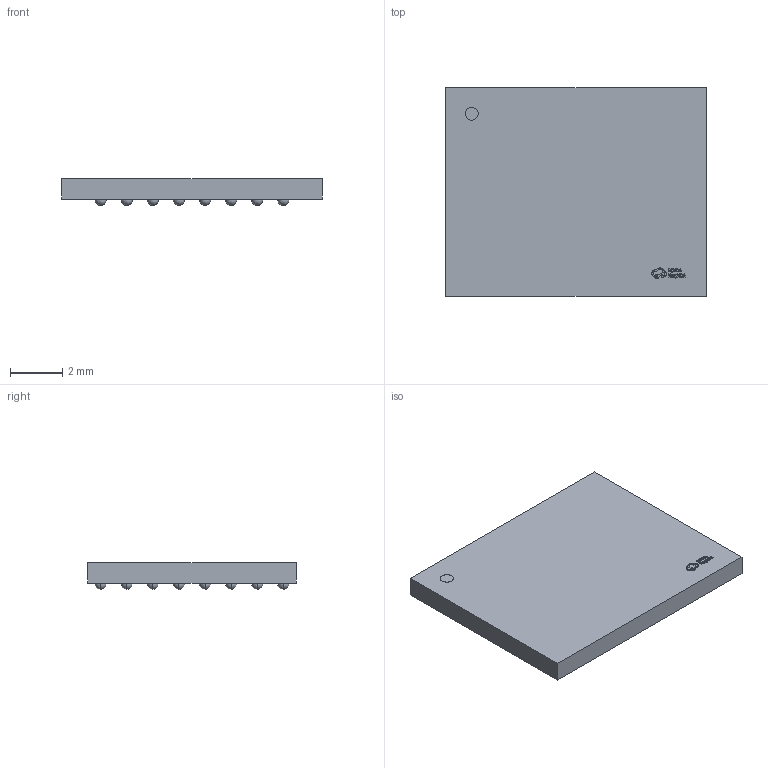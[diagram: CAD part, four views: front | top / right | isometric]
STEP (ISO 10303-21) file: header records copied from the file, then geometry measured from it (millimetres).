
FILE_DESCRIPTION (( 'STEP AP214' ), '1' );
FILE_NAME ('BGA-64_L10.0-W8.0-R8-C8-P1.00-TL.step', '2022-06-22T14:05:06', ( '' ), ( '' ), 'SwSTEP 2.0', 'SolidWorks 2020', '' );
FILE_SCHEMA (( 'AUTOMOTIVE_DESIGN' ));
Length unit declared in the file: millimetre
Products named in the file (1): BGA-64_L10.0-W8.0-R8-C8-P1.00-TL
Bounding box: 10 x 8 x 1.04 mm (x, y, z)
Volume: 64.1 mm3; surface area: 200.8 mm2
Topology: 1 solids, 1 shells, 420 faces, 1365 edges, 910 vertices
Faces by surface type: plane 178, sphere 128, bspline 112, cylinder 2
Entity records: 17900 total; most frequent: CARTESIAN_POINT 4288, ORIENTED_EDGE 2090, DIRECTION 1695, EDGE_CURVE 1045, VERTEX_POINT 718, AXIS2_PLACEMENT_3D 569, LINE 557, VECTOR 557
